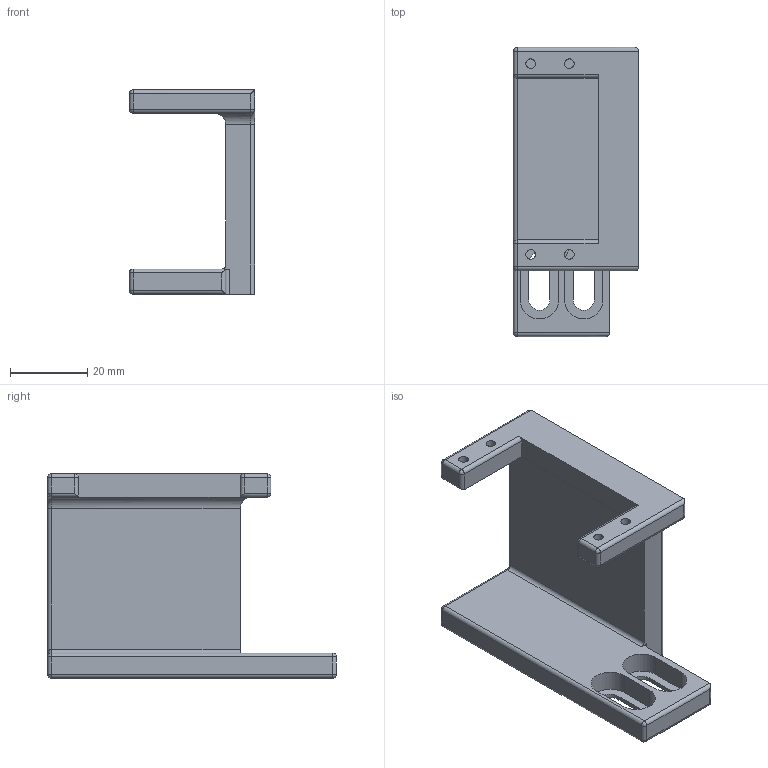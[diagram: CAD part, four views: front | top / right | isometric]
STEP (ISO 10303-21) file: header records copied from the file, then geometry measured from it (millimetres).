
FILE_DESCRIPTION (( 'STEP AP203' ), '1' );
FILE_NAME ('KT210192B.step', '2021-03-04T15:39:06', ( '' ), ( '' ), 'SwSTEP 2.0', 'SolidWorks 2020', '' );
FILE_SCHEMA (( 'CONFIG_CONTROL_DESIGN' ));
Length unit declared in the file: millimetre
Products named in the file (1): KT210192B
Bounding box: 32.5 x 75 x 53 mm (x, y, z)
Volume: 33407.4 mm3; surface area: 13172.7 mm2
Topology: 1 solids, 1 shells, 86 faces, 212 edges, 118 vertices
Faces by surface type: cylinder 44, plane 28, sphere 11, torus 2, bspline 1
Full cylindrical faces by diameter (mm): 2.5 x4
Entity records: 2490 total; most frequent: CARTESIAN_POINT 464, DIRECTION 426, ORIENTED_EDGE 384, EDGE_CURVE 192, AXIS2_PLACEMENT_3D 158, VERTEX_POINT 114, LINE 110, VECTOR 110
